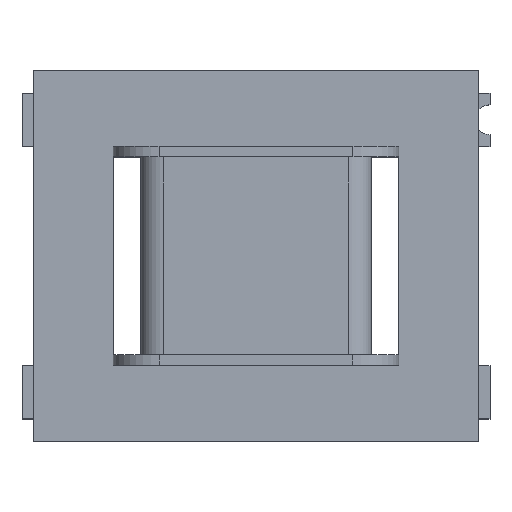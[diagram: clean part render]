
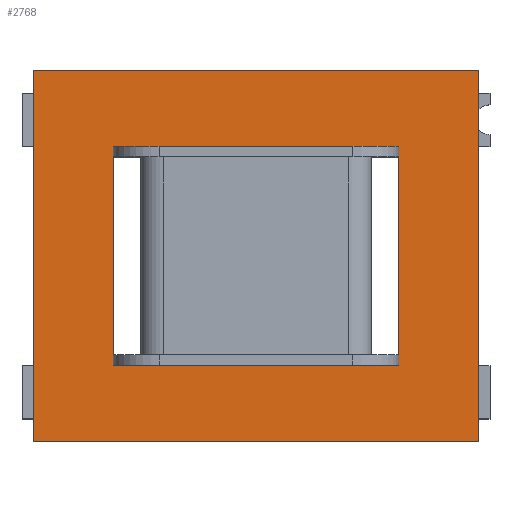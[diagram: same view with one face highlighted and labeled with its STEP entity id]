
A CAD part, top view. The second image highlights one B-rep face of the part: STEP entity #2768.
In plain terms, the highlighted planar face has unit normal (0, 0, 1).
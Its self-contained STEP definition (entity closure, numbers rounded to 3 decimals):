
#26=FACE_BOUND('',#399,.T.);
#245=FACE_OUTER_BOUND('',#398,.T.);
#398=EDGE_LOOP('',(#2498,#2499,#2500,#2501));
#399=EDGE_LOOP('',(#2502,#2503,#2504,#2505));
#716=LINE('',#5640,#1056);
#720=LINE('',#5648,#1060);
#723=LINE('',#5655,#1063);
#727=LINE('',#5663,#1067);
#730=LINE('',#5669,#1070);
#733=LINE('',#5674,#1073);
#735=LINE('',#5678,#1075);
#738=LINE('',#5683,#1078);
#1056=VECTOR('',#3567,10.);
#1060=VECTOR('',#3573,10.);
#1063=VECTOR('',#3578,10.);
#1067=VECTOR('',#3584,10.);
#1070=VECTOR('',#3589,10.);
#1073=VECTOR('',#3594,10.);
#1075=VECTOR('',#3598,10.);
#1078=VECTOR('',#3603,10.);
#1320=VERTEX_POINT('',#5638);
#1321=VERTEX_POINT('',#5639);
#1324=VERTEX_POINT('',#5647);
#1326=VERTEX_POINT('',#5653);
#1327=VERTEX_POINT('',#5654);
#1330=VERTEX_POINT('',#5662);
#1332=VERTEX_POINT('',#5668);
#1334=VERTEX_POINT('',#5677);
#1702=EDGE_CURVE('',#1320,#1321,#716,.T.);
#1706=EDGE_CURVE('',#1324,#1320,#720,.T.);
#1709=EDGE_CURVE('',#1326,#1327,#723,.T.);
#1713=EDGE_CURVE('',#1330,#1326,#727,.T.);
#1716=EDGE_CURVE('',#1332,#1324,#730,.T.);
#1719=EDGE_CURVE('',#1321,#1332,#733,.T.);
#1721=EDGE_CURVE('',#1334,#1330,#735,.T.);
#1724=EDGE_CURVE('',#1327,#1334,#738,.T.);
#2498=ORIENTED_EDGE('',*,*,#1713,.T.);
#2499=ORIENTED_EDGE('',*,*,#1709,.T.);
#2500=ORIENTED_EDGE('',*,*,#1724,.T.);
#2501=ORIENTED_EDGE('',*,*,#1721,.T.);
#2502=ORIENTED_EDGE('',*,*,#1706,.T.);
#2503=ORIENTED_EDGE('',*,*,#1702,.T.);
#2504=ORIENTED_EDGE('',*,*,#1719,.T.);
#2505=ORIENTED_EDGE('',*,*,#1716,.T.);
#2624=PLANE('',#2944);
#2768=ADVANCED_FACE('',(#245,#26),#2624,.F.);
#2944=AXIS2_PLACEMENT_3D('',#5686,#3607,#3608);
#3567=DIRECTION('',(0.,-1.,0.));
#3573=DIRECTION('',(1.,0.,0.));
#3578=DIRECTION('',(0.,1.,0.));
#3584=DIRECTION('',(1.,0.,0.));
#3589=DIRECTION('',(0.,1.,0.));
#3594=DIRECTION('',(-1.,0.,0.));
#3598=DIRECTION('',(0.,-1.,0.));
#3603=DIRECTION('',(-1.,0.,0.));
#3607=DIRECTION('center_axis',(0.,0.,-1.));
#3608=DIRECTION('ref_axis',(-1.,0.,0.));
#5638=CARTESIAN_POINT('',(15.528,11.892,20.061));
#5639=CARTESIAN_POINT('',(15.528,-11.892,20.061));
#5640=CARTESIAN_POINT('',(15.528,5.946,20.061));
#5647=CARTESIAN_POINT('',(-15.528,11.892,20.061));
#5648=CARTESIAN_POINT('',(-7.764,11.892,20.061));
#5653=CARTESIAN_POINT('',(24.225,-20.2,20.061));
#5654=CARTESIAN_POINT('',(24.225,20.2,20.061));
#5655=CARTESIAN_POINT('',(24.225,-10.1,20.061));
#5662=CARTESIAN_POINT('',(-24.225,-20.2,20.061));
#5663=CARTESIAN_POINT('',(-12.113,-20.2,20.061));
#5668=CARTESIAN_POINT('',(-15.528,-11.892,20.061));
#5669=CARTESIAN_POINT('',(-15.528,-5.946,20.061));
#5674=CARTESIAN_POINT('',(7.764,-11.892,20.061));
#5677=CARTESIAN_POINT('',(-24.225,20.2,20.061));
#5678=CARTESIAN_POINT('',(-24.225,10.1,20.061));
#5683=CARTESIAN_POINT('',(12.113,20.2,20.061));
#5686=CARTESIAN_POINT('Origin',(0.,0.,20.061));
